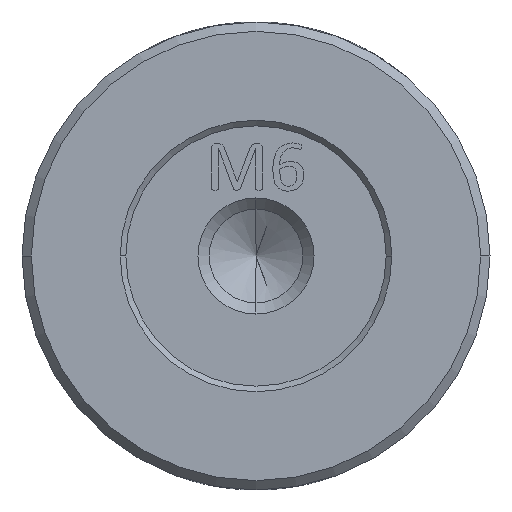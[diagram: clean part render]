
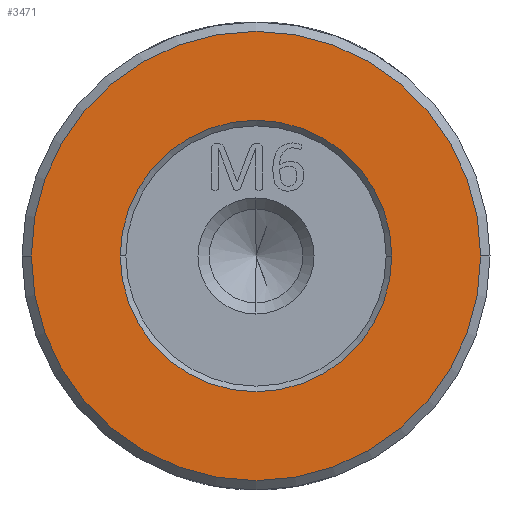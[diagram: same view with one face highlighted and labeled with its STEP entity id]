
A CAD part, left-side view. The second image highlights one B-rep face of the part: STEP entity #3471.
In plain terms, the highlighted planar face has unit normal (-1, 0, 0).
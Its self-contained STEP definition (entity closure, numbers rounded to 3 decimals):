
#82 = CARTESIAN_POINT ( 'NONE',  ( -275.481, 8.716, 5.873 ) ) ;
#768 = DIRECTION ( 'NONE',  ( 0., 1., 0. ) ) ;
#1028 = DIRECTION ( 'NONE',  ( -1., 0., 0. ) ) ;
#1039 = CIRCLE ( 'NONE', #5372, 12. ) ;
#1309 = VERTEX_POINT ( 'NONE', #2208 ) ;
#1446 = CIRCLE ( 'NONE', #11940, 7.25 ) ;
#1649 = CARTESIAN_POINT ( 'NONE',  ( -275.481, 20.716, 5.873 ) ) ;
#1685 = VERTEX_POINT ( 'NONE', #82 ) ;
#1711 = DIRECTION ( 'NONE',  ( -1., 0., 0. ) ) ;
#2106 = DIRECTION ( 'NONE',  ( 0., -1., 0. ) ) ;
#2208 = CARTESIAN_POINT ( 'NONE',  ( -275.481, 27.966, 5.873 ) ) ;
#2371 = AXIS2_PLACEMENT_3D ( 'NONE', #12680, #9464, #2106 ) ;
#2862 = DIRECTION ( 'NONE',  ( 0., -1., 0. ) ) ;
#2988 = FACE_OUTER_BOUND ( 'NONE', #7723, .T. ) ;
#3174 = CARTESIAN_POINT ( 'NONE',  ( -275.481, 20.716, 5.873 ) ) ;
#3178 = VERTEX_POINT ( 'NONE', #11520 ) ;
#3436 = EDGE_LOOP ( 'NONE', ( #8261, #7249 ) ) ;
#3471 = ADVANCED_FACE ( 'NONE', ( #3496, #2988 ), #12706, .T. ) ;
#3496 = FACE_BOUND ( 'NONE', #3436, .T. ) ;
#3830 = DIRECTION ( 'NONE',  ( 1., 0., 0. ) ) ;
#3962 = CIRCLE ( 'NONE', #11262, 12. ) ;
#5372 = AXIS2_PLACEMENT_3D ( 'NONE', #1649, #6007, #2862 ) ;
#6007 = DIRECTION ( 'NONE',  ( -1., 0., 0. ) ) ;
#6112 = DIRECTION ( 'NONE',  ( 0., -1., 0. ) ) ;
#6435 = EDGE_CURVE ( 'NONE', #9626, #1685, #1039, .T. ) ;
#7249 = ORIENTED_EDGE ( 'NONE', *, *, #13728, .T. ) ;
#7723 = EDGE_LOOP ( 'NONE', ( #11950, #9969 ) ) ;
#8261 = ORIENTED_EDGE ( 'NONE', *, *, #13559, .T. ) ;
#9116 = CARTESIAN_POINT ( 'NONE',  ( -275.481, 20.716, 5.873 ) ) ;
#9464 = DIRECTION ( 'NONE',  ( 1., 0., 0. ) ) ;
#9626 = VERTEX_POINT ( 'NONE', #11320 ) ;
#9969 = ORIENTED_EDGE ( 'NONE', *, *, #12769, .T. ) ;
#11262 = AXIS2_PLACEMENT_3D ( 'NONE', #3174, #1028, #13031 ) ;
#11320 = CARTESIAN_POINT ( 'NONE',  ( -275.481, 32.716, 5.873 ) ) ;
#11520 = CARTESIAN_POINT ( 'NONE',  ( -275.481, 13.466, 5.873 ) ) ;
#11940 = AXIS2_PLACEMENT_3D ( 'NONE', #9116, #3830, #6112 ) ;
#11950 = ORIENTED_EDGE ( 'NONE', *, *, #6435, .T. ) ;
#12567 = CARTESIAN_POINT ( 'NONE',  ( -275.481, 20.716, 5.873 ) ) ;
#12680 = CARTESIAN_POINT ( 'NONE',  ( -275.481, 20.716, 5.873 ) ) ;
#12706 = PLANE ( 'NONE',  #13207 ) ;
#12769 = EDGE_CURVE ( 'NONE', #1685, #9626, #3962, .T. ) ;
#13031 = DIRECTION ( 'NONE',  ( 0., -1., 0. ) ) ;
#13207 = AXIS2_PLACEMENT_3D ( 'NONE', #12567, #1711, #768 ) ;
#13559 = EDGE_CURVE ( 'NONE', #3178, #1309, #1446, .T. ) ;
#13728 = EDGE_CURVE ( 'NONE', #1309, #3178, #13996, .T. ) ;
#13996 = CIRCLE ( 'NONE', #2371, 7.25 ) ;
